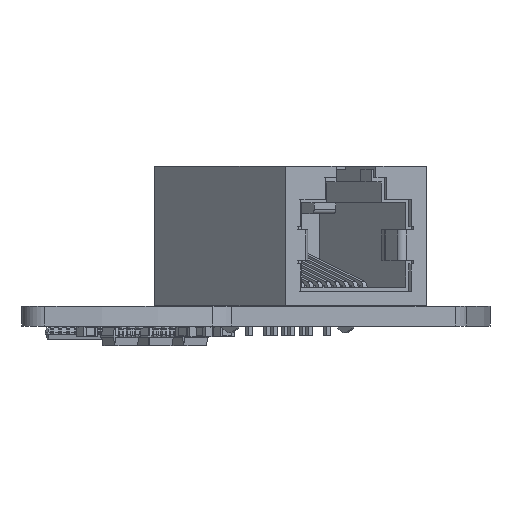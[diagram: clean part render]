
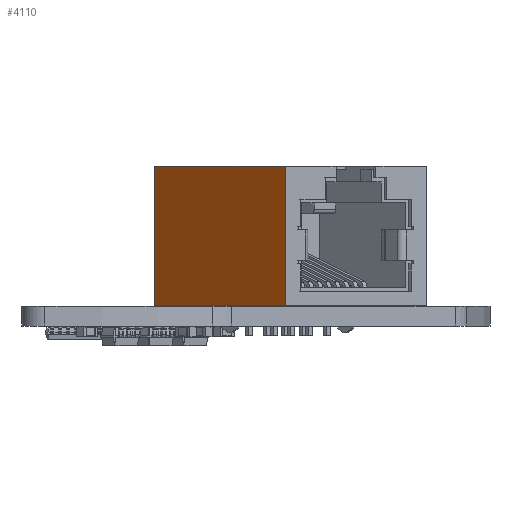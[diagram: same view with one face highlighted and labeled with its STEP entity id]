
A CAD part, left-side view. The second image highlights one B-rep face of the part: STEP entity #4110.
In plain terms, the highlighted face is planar.
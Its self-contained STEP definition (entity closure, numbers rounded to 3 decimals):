
#129 = PLANE('',#130);
#130 = AXIS2_PLACEMENT_3D('',#131,#132,#133);
#131 = CARTESIAN_POINT('',(8.09,-5.65,0.));
#132 = DIRECTION('',(0.,-1.,0.));
#133 = DIRECTION('',(0.,0.,-1.));
#1765 = VERTEX_POINT('',#1766);
#1766 = CARTESIAN_POINT('',(-8.09,-5.65,0.));
#1780 = PLANE('',#1781);
#1781 = AXIS2_PLACEMENT_3D('',#1782,#1783,#1784);
#1782 = CARTESIAN_POINT('',(0.,0.,0.));
#1783 = DIRECTION('',(0.,0.,-1.));
#1784 = DIRECTION('',(-1.,0.,0.));
#1792 = EDGE_CURVE('',#1765,#1793,#1795,.T.);
#1793 = VERTEX_POINT('',#1794);
#1794 = CARTESIAN_POINT('',(-8.09,-5.65,-15.));
#1795 = SURFACE_CURVE('',#1796,(#1800,#1807),.PCURVE_S1.);
#1796 = LINE('',#1797,#1798);
#1797 = CARTESIAN_POINT('',(-8.09,-5.65,0.));
#1798 = VECTOR('',#1799,1.);
#1799 = DIRECTION('',(0.,0.,-1.));
#1800 = PCURVE('',#129,#1801);
#1801 = DEFINITIONAL_REPRESENTATION('',(#1802),#1806);
#1802 = LINE('',#1803,#1804);
#1803 = CARTESIAN_POINT('',(0.,-16.18));
#1804 = VECTOR('',#1805,1.);
#1805 = DIRECTION('',(1.,0.));
#1806 = ( GEOMETRIC_REPRESENTATION_CONTEXT(2) 
PARAMETRIC_REPRESENTATION_CONTEXT() REPRESENTATION_CONTEXT('2D SPACE',''
  ) );
#1807 = PCURVE('',#1808,#1813);
#1808 = PLANE('',#1809);
#1809 = AXIS2_PLACEMENT_3D('',#1810,#1811,#1812);
#1810 = CARTESIAN_POINT('',(-8.09,-5.65,0.));
#1811 = DIRECTION('',(-1.,0.,0.));
#1812 = DIRECTION('',(0.,0.,1.));
#1813 = DEFINITIONAL_REPRESENTATION('',(#1814),#1818);
#1814 = LINE('',#1815,#1816);
#1815 = CARTESIAN_POINT('',(0.,0.));
#1816 = VECTOR('',#1817,1.);
#1817 = DIRECTION('',(-1.,0.));
#1818 = ( GEOMETRIC_REPRESENTATION_CONTEXT(2) 
PARAMETRIC_REPRESENTATION_CONTEXT() REPRESENTATION_CONTEXT('2D SPACE',''
  ) );
#1834 = PLANE('',#1835);
#1835 = AXIS2_PLACEMENT_3D('',#1836,#1837,#1838);
#1836 = CARTESIAN_POINT('',(0.,0.,-15.));
#1837 = DIRECTION('',(0.,0.,-1.));
#1838 = DIRECTION('',(-1.,0.,0.));
#3459 = PLANE('',#3460);
#3460 = AXIS2_PLACEMENT_3D('',#3461,#3462,#3463);
#3461 = CARTESIAN_POINT('',(-8.09,5.65,0.));
#3462 = DIRECTION('',(0.,1.,0.));
#3463 = DIRECTION('',(0.,0.,1.));
#3493 = EDGE_CURVE('',#1765,#3494,#3496,.T.);
#3494 = VERTEX_POINT('',#3495);
#3495 = CARTESIAN_POINT('',(-8.09,5.65,0.));
#3496 = SURFACE_CURVE('',#3497,(#3501,#3508),.PCURVE_S1.);
#3497 = LINE('',#3498,#3499);
#3498 = CARTESIAN_POINT('',(-8.09,0.,0.));
#3499 = VECTOR('',#3500,1.);
#3500 = DIRECTION('',(0.,1.,0.));
#3501 = PCURVE('',#1780,#3502);
#3502 = DEFINITIONAL_REPRESENTATION('',(#3503),#3507);
#3503 = LINE('',#3504,#3505);
#3504 = CARTESIAN_POINT('',(8.09,0.));
#3505 = VECTOR('',#3506,1.);
#3506 = DIRECTION('',(0.,1.));
#3507 = ( GEOMETRIC_REPRESENTATION_CONTEXT(2) 
PARAMETRIC_REPRESENTATION_CONTEXT() REPRESENTATION_CONTEXT('2D SPACE',''
  ) );
#3508 = PCURVE('',#1808,#3509);
#3509 = DEFINITIONAL_REPRESENTATION('',(#3510),#3514);
#3510 = LINE('',#3511,#3512);
#3511 = CARTESIAN_POINT('',(0.,5.65));
#3512 = VECTOR('',#3513,1.);
#3513 = DIRECTION('',(0.,1.));
#3514 = ( GEOMETRIC_REPRESENTATION_CONTEXT(2) 
PARAMETRIC_REPRESENTATION_CONTEXT() REPRESENTATION_CONTEXT('2D SPACE',''
  ) );
#4066 = EDGE_CURVE('',#1793,#4067,#4069,.T.);
#4067 = VERTEX_POINT('',#4068);
#4068 = CARTESIAN_POINT('',(-8.09,5.65,-15.));
#4069 = SURFACE_CURVE('',#4070,(#4074,#4081),.PCURVE_S1.);
#4070 = LINE('',#4071,#4072);
#4071 = CARTESIAN_POINT('',(-8.09,0.,-15.));
#4072 = VECTOR('',#4073,1.);
#4073 = DIRECTION('',(0.,1.,0.));
#4074 = PCURVE('',#1834,#4075);
#4075 = DEFINITIONAL_REPRESENTATION('',(#4076),#4080);
#4076 = LINE('',#4077,#4078);
#4077 = CARTESIAN_POINT('',(8.09,0.));
#4078 = VECTOR('',#4079,1.);
#4079 = DIRECTION('',(0.,1.));
#4080 = ( GEOMETRIC_REPRESENTATION_CONTEXT(2) 
PARAMETRIC_REPRESENTATION_CONTEXT() REPRESENTATION_CONTEXT('2D SPACE',''
  ) );
#4081 = PCURVE('',#1808,#4082);
#4082 = DEFINITIONAL_REPRESENTATION('',(#4083),#4087);
#4083 = LINE('',#4084,#4085);
#4084 = CARTESIAN_POINT('',(-15.,5.65));
#4085 = VECTOR('',#4086,1.);
#4086 = DIRECTION('',(0.,1.));
#4087 = ( GEOMETRIC_REPRESENTATION_CONTEXT(2) 
PARAMETRIC_REPRESENTATION_CONTEXT() REPRESENTATION_CONTEXT('2D SPACE',''
  ) );
#4110 = ADVANCED_FACE('',(#4111),#1808,.T.);
#4111 = FACE_BOUND('',#4112,.T.);
#4112 = EDGE_LOOP('',(#4113,#4114,#4115,#4136));
#4113 = ORIENTED_EDGE('',*,*,#1792,.F.);
#4114 = ORIENTED_EDGE('',*,*,#3493,.T.);
#4115 = ORIENTED_EDGE('',*,*,#4116,.T.);
#4116 = EDGE_CURVE('',#3494,#4067,#4117,.T.);
#4117 = SURFACE_CURVE('',#4118,(#4122,#4129),.PCURVE_S1.);
#4118 = LINE('',#4119,#4120);
#4119 = CARTESIAN_POINT('',(-8.09,5.65,0.));
#4120 = VECTOR('',#4121,1.);
#4121 = DIRECTION('',(0.,0.,-1.));
#4122 = PCURVE('',#1808,#4123);
#4123 = DEFINITIONAL_REPRESENTATION('',(#4124),#4128);
#4124 = LINE('',#4125,#4126);
#4125 = CARTESIAN_POINT('',(0.,11.3));
#4126 = VECTOR('',#4127,1.);
#4127 = DIRECTION('',(-1.,0.));
#4128 = ( GEOMETRIC_REPRESENTATION_CONTEXT(2) 
PARAMETRIC_REPRESENTATION_CONTEXT() REPRESENTATION_CONTEXT('2D SPACE',''
  ) );
#4129 = PCURVE('',#3459,#4130);
#4130 = DEFINITIONAL_REPRESENTATION('',(#4131),#4135);
#4131 = LINE('',#4132,#4133);
#4132 = CARTESIAN_POINT('',(0.,0.));
#4133 = VECTOR('',#4134,1.);
#4134 = DIRECTION('',(-1.,0.));
#4135 = ( GEOMETRIC_REPRESENTATION_CONTEXT(2) 
PARAMETRIC_REPRESENTATION_CONTEXT() REPRESENTATION_CONTEXT('2D SPACE',''
  ) );
#4136 = ORIENTED_EDGE('',*,*,#4066,.F.);
